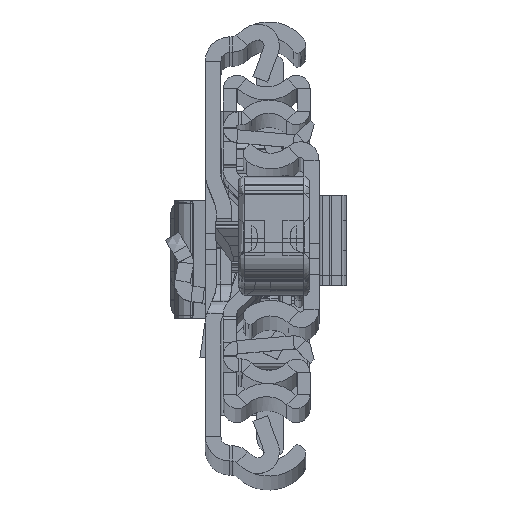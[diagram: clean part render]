
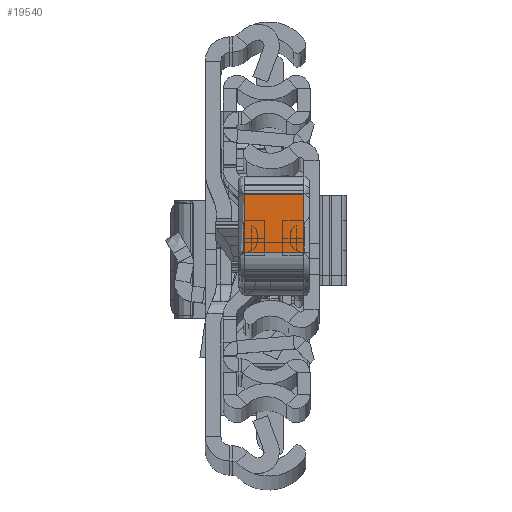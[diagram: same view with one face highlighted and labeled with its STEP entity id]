
A CAD part, top view. The second image highlights one B-rep face of the part: STEP entity #19540.
In plain terms, the highlighted face is planar.
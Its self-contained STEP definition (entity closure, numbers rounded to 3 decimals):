
#2009 = CARTESIAN_POINT ( 'NONE',  ( 39.55, -12.274, 0. ) ) ;
#2244 = VERTEX_POINT ( 'NONE', #6475 ) ;
#2400 = LINE ( 'NONE', #22951, #33382 ) ;
#2723 = CARTESIAN_POINT ( 'NONE',  ( 39.55, -12.274, -10. ) ) ;
#3475 = ORIENTED_EDGE ( 'NONE', *, *, #3762, .F. ) ;
#3762 = EDGE_CURVE ( 'NONE', #34627, #27684, #7445, .T. ) ;
#4115 = ORIENTED_EDGE ( 'NONE', *, *, #23715, .F. ) ;
#4489 = EDGE_CURVE ( 'NONE', #2244, #20169, #17011, .T. ) ;
#5155 = DIRECTION ( 'NONE',  ( -0.027, -1., 0. ) ) ;
#6475 = CARTESIAN_POINT ( 'NONE',  ( 39.818, -2.465, -10. ) ) ;
#6675 = CARTESIAN_POINT ( 'NONE',  ( 39.818, -2.465, 0. ) ) ;
#6831 = DIRECTION ( 'NONE',  ( 0., 0., -1. ) ) ;
#7099 = CARTESIAN_POINT ( 'NONE',  ( 39.55, -12.274, -11. ) ) ;
#7213 = LINE ( 'NONE', #19259, #14830 ) ;
#7445 = LINE ( 'NONE', #2009, #13100 ) ;
#9129 = EDGE_LOOP ( 'NONE', ( #4115, #28691, #10439, #3475 ) ) ;
#10439 = ORIENTED_EDGE ( 'NONE', *, *, #28655, .F. ) ;
#10659 = DIRECTION ( 'NONE',  ( 0.027, 1., 0. ) ) ;
#13100 = VECTOR ( 'NONE', #10659, 1000. ) ;
#14830 = VECTOR ( 'NONE', #6831, 1000. ) ;
#15518 = PLANE ( 'NONE',  #30022 ) ;
#17011 = LINE ( 'NONE', #19733, #35326 ) ;
#18755 = DIRECTION ( 'NONE',  ( -0.027, -1., 0. ) ) ;
#19259 = CARTESIAN_POINT ( 'NONE',  ( 39.818, -2.465, -11. ) ) ;
#19540 = ADVANCED_FACE ( 'NONE', ( #33213 ), #15518, .F. ) ;
#19733 = CARTESIAN_POINT ( 'NONE',  ( 39.55, -12.274, -10. ) ) ;
#20169 = VERTEX_POINT ( 'NONE', #2723 ) ;
#22240 = DIRECTION ( 'NONE',  ( -1., 0.027, 0. ) ) ;
#22951 = CARTESIAN_POINT ( 'NONE',  ( 39.55, -12.274, -11. ) ) ;
#23715 = EDGE_CURVE ( 'NONE', #20169, #34627, #2400, .T. ) ;
#27684 = VERTEX_POINT ( 'NONE', #6675 ) ;
#28655 = EDGE_CURVE ( 'NONE', #27684, #2244, #7213, .T. ) ;
#28691 = ORIENTED_EDGE ( 'NONE', *, *, #4489, .F. ) ;
#29314 = CARTESIAN_POINT ( 'NONE',  ( 39.55, -12.274, 0. ) ) ;
#30022 = AXIS2_PLACEMENT_3D ( 'NONE', #7099, #22240, #18755 ) ;
#33213 = FACE_OUTER_BOUND ( 'NONE', #9129, .T. ) ;
#33382 = VECTOR ( 'NONE', #34714, 1000. ) ;
#34627 = VERTEX_POINT ( 'NONE', #29314 ) ;
#34714 = DIRECTION ( 'NONE',  ( 0., 0., 1. ) ) ;
#35326 = VECTOR ( 'NONE', #5155, 1000. ) ;
